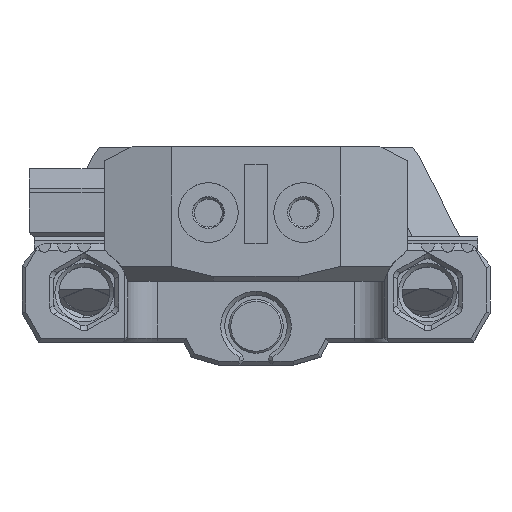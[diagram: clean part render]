
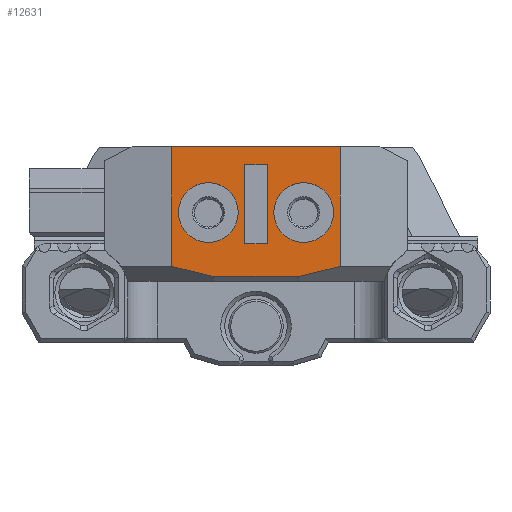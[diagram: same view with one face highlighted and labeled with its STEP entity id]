
A CAD part, top view. The second image highlights one B-rep face of the part: STEP entity #12631.
In plain terms, the highlighted face is planar.
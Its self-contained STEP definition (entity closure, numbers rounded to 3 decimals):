
#408=FACE_BOUND('',#1946,.T.);
#409=FACE_BOUND('',#1947,.T.);
#410=FACE_BOUND('',#1948,.T.);
#529=CIRCLE('',#13281,3.);
#617=CIRCLE('',#13654,3.);
#1218=FACE_OUTER_BOUND('',#1945,.T.);
#1945=EDGE_LOOP('',(#10867,#10868,#10869,#10870,#10871,#10872));
#1946=EDGE_LOOP('',(#10873));
#1947=EDGE_LOOP('',(#10874,#10875,#10876,#10877));
#1948=EDGE_LOOP('',(#10878));
#2777=LINE('',#19270,#4190);
#2817=LINE('',#19428,#4230);
#2850=LINE('',#19565,#4263);
#3284=LINE('',#20638,#4697);
#3285=LINE('',#20640,#4698);
#3286=LINE('',#20642,#4699);
#3288=LINE('',#20651,#4701);
#3328=LINE('',#20799,#4741);
#3329=LINE('',#20802,#4742);
#3330=LINE('',#20803,#4743);
#4190=VECTOR('',#15507,10.);
#4230=VECTOR('',#15653,10.);
#4263=VECTOR('',#15760,10.);
#4697=VECTOR('',#16756,10.);
#4698=VECTOR('',#16759,10.);
#4699=VECTOR('',#16762,10.);
#4701=VECTOR('',#16772,10.);
#4741=VECTOR('',#16914,10.);
#4742=VECTOR('',#16917,10.);
#4743=VECTOR('',#16918,10.);
#5543=VERTEX_POINT('',#19266);
#5545=VERTEX_POINT('',#19269);
#5547=VERTEX_POINT('',#19275);
#5603=VERTEX_POINT('',#19425);
#5604=VERTEX_POINT('',#19427);
#5626=VERTEX_POINT('',#19563);
#5951=VERTEX_POINT('',#20634);
#5952=VERTEX_POINT('',#20636);
#5953=VERTEX_POINT('',#20644);
#5955=VERTEX_POINT('',#20650);
#6006=VERTEX_POINT('',#20797);
#6007=VERTEX_POINT('',#20801);
#6964=EDGE_CURVE('',#5545,#5543,#2777,.T.);
#6967=EDGE_CURVE('',#5547,#5547,#529,.T.);
#7039=EDGE_CURVE('',#5604,#5603,#2817,.T.);
#7087=EDGE_CURVE('',#5626,#5603,#2850,.T.);
#7619=EDGE_CURVE('',#5952,#5951,#3284,.T.);
#7620=EDGE_CURVE('',#5543,#5951,#3285,.T.);
#7621=EDGE_CURVE('',#5952,#5545,#3286,.T.);
#7622=EDGE_CURVE('',#5953,#5953,#617,.T.);
#7625=EDGE_CURVE('',#5955,#5604,#3288,.T.);
#7697=EDGE_CURVE('',#6006,#5626,#3328,.T.);
#7698=EDGE_CURVE('',#6006,#6007,#3329,.T.);
#7699=EDGE_CURVE('',#5955,#6007,#3330,.T.);
#10867=ORIENTED_EDGE('',*,*,#7697,.F.);
#10868=ORIENTED_EDGE('',*,*,#7698,.T.);
#10869=ORIENTED_EDGE('',*,*,#7699,.F.);
#10870=ORIENTED_EDGE('',*,*,#7625,.T.);
#10871=ORIENTED_EDGE('',*,*,#7039,.T.);
#10872=ORIENTED_EDGE('',*,*,#7087,.F.);
#10873=ORIENTED_EDGE('',*,*,#6967,.F.);
#10874=ORIENTED_EDGE('',*,*,#7621,.T.);
#10875=ORIENTED_EDGE('',*,*,#6964,.T.);
#10876=ORIENTED_EDGE('',*,*,#7620,.T.);
#10877=ORIENTED_EDGE('',*,*,#7619,.F.);
#10878=ORIENTED_EDGE('',*,*,#7622,.T.);
#11984=PLANE('',#13708);
#12631=ADVANCED_FACE('',(#1218,#408,#409,#410),#11984,.T.);
#13281=AXIS2_PLACEMENT_3D('',#19276,#15512,#15513);
#13654=AXIS2_PLACEMENT_3D('',#20645,#16765,#16766);
#13708=AXIS2_PLACEMENT_3D('',#20800,#16915,#16916);
#15507=DIRECTION('',(0.,0.,1.));
#15512=DIRECTION('center_axis',(0.,1.,0.));
#15513=DIRECTION('ref_axis',(-1.,0.,0.));
#15653=DIRECTION('',(0.972,0.,-0.236));
#15760=DIRECTION('',(0.,0.,1.));
#16756=DIRECTION('',(0.,0.,1.));
#16759=DIRECTION('',(-1.,0.,0.));
#16762=DIRECTION('',(1.,0.,0.));
#16765=DIRECTION('center_axis',(0.,-1.,0.));
#16766=DIRECTION('ref_axis',(1.,0.,0.));
#16772=DIRECTION('',(1.,0.,0.));
#16914=DIRECTION('',(1.,0.,0.));
#16915=DIRECTION('center_axis',(0.,1.,0.));
#16916=DIRECTION('ref_axis',(1.,0.,0.));
#16917=DIRECTION('',(0.,0.,1.));
#16918=DIRECTION('',(-0.972,0.,-0.236));
#19266=CARTESIAN_POINT('',(1.153,56.817,-26.786));
#19269=CARTESIAN_POINT('',(1.153,56.817,-34.714));
#19270=CARTESIAN_POINT('',(1.153,56.817,-31.532));
#19275=CARTESIAN_POINT('',(7.817,56.817,-29.944));
#19276=CARTESIAN_POINT('Origin',(4.817,56.817,-29.944));
#19425=CARTESIAN_POINT('',(8.48,56.817,-24.544));
#19427=CARTESIAN_POINT('',(4.357,56.817,-23.544));
#19428=CARTESIAN_POINT('',(4.86,56.817,-23.666));
#19563=CARTESIAN_POINT('',(8.48,56.817,-36.544));
#19565=CARTESIAN_POINT('',(8.48,56.817,-29.046));
#20634=CARTESIAN_POINT('',(-1.083,56.817,-26.786));
#20636=CARTESIAN_POINT('',(-1.083,56.817,-34.714));
#20638=CARTESIAN_POINT('',(-1.083,56.817,-31.532));
#20640=CARTESIAN_POINT('',(0.051,56.817,-26.786));
#20642=CARTESIAN_POINT('',(0.927,56.817,-34.714));
#20644=CARTESIAN_POINT('',(-7.747,56.817,-29.944));
#20645=CARTESIAN_POINT('Origin',(-4.747,56.817,-29.944));
#20650=CARTESIAN_POINT('',(-4.287,56.817,-23.544));
#20651=CARTESIAN_POINT('',(-0.007,56.817,-23.544));
#20797=CARTESIAN_POINT('',(-8.41,56.817,-36.544));
#20799=CARTESIAN_POINT('',(0.105,56.817,-36.544));
#20800=CARTESIAN_POINT('Origin',(0.035,56.817,-29.546));
#20801=CARTESIAN_POINT('',(-8.41,56.817,-24.544));
#20802=CARTESIAN_POINT('',(-8.41,56.817,-29.046));
#20803=CARTESIAN_POINT('',(-4.79,56.817,-23.666));
